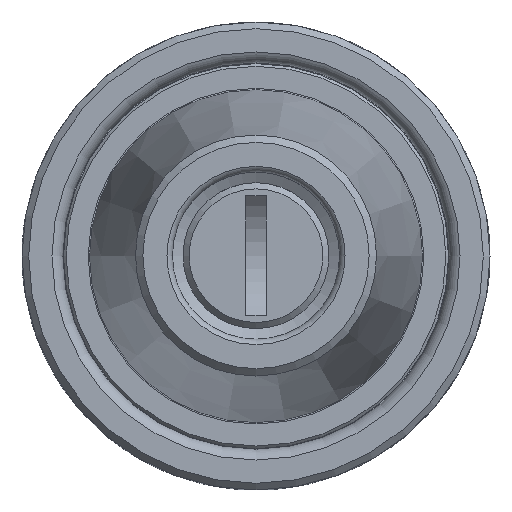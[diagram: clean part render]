
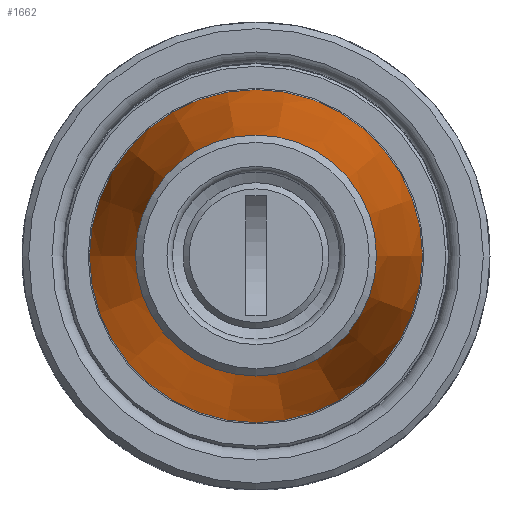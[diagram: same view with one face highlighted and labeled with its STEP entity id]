
A CAD part, top view. The second image highlights one B-rep face of the part: STEP entity #1662.
In plain terms, the highlighted conical face has half-angle 8 degrees and reference radius 12.45 mm.
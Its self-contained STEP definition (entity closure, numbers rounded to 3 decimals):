
#183=CONICAL_SURFACE('',#1759,12.45,0.14);
#220=ORIENTED_EDGE('',*,*,#497,.T.);
#221=ORIENTED_EDGE('',*,*,#491,.F.);
#491=EDGE_CURVE('',#631,#631,#739,.T.);
#497=EDGE_CURVE('',#637,#637,#745,.T.);
#631=VERTEX_POINT('',#2307);
#637=VERTEX_POINT('',#2322);
#739=CIRCLE('',#1751,9.013);
#745=CIRCLE('',#1760,12.45);
#824=EDGE_LOOP('',(#220));
#825=EDGE_LOOP('',(#221));
#952=FACE_BOUND('',#824,.T.);
#953=FACE_BOUND('',#825,.T.);
#1662=ADVANCED_FACE('',(#952,#953),#183,.T.);
#1751=AXIS2_PLACEMENT_3D('',#2306,#1926,#1927);
#1759=AXIS2_PLACEMENT_3D('',#2320,#1942,#1943);
#1760=AXIS2_PLACEMENT_3D('',#2321,#1944,#1945);
#1926=DIRECTION('',(0.,0.,1.));
#1927=DIRECTION('',(1.,0.,0.));
#1942=DIRECTION('',(0.,0.,-1.));
#1943=DIRECTION('',(-1.,0.,0.));
#1944=DIRECTION('',(0.,0.,1.));
#1945=DIRECTION('',(1.,0.,0.));
#2306=CARTESIAN_POINT('',(0.,0.,59.95));
#2307=CARTESIAN_POINT('',(9.013,0.,59.95));
#2320=CARTESIAN_POINT('',(0.,0.,35.495));
#2321=CARTESIAN_POINT('',(0.,0.,35.495));
#2322=CARTESIAN_POINT('',(12.45,0.,35.495));
